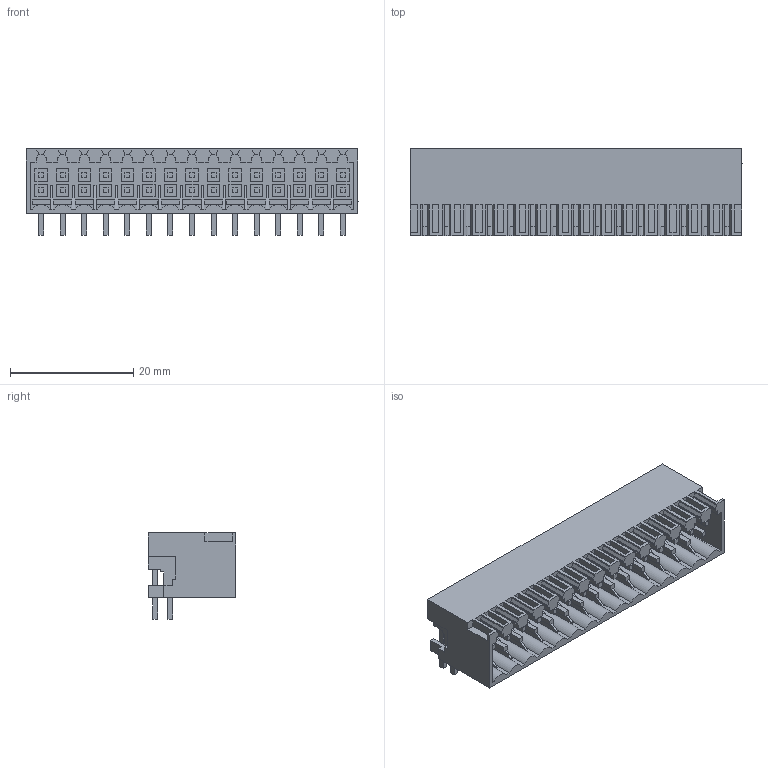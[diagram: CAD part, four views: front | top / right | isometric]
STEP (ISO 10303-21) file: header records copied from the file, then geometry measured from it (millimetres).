
FILE_DESCRIPTION(('CATIA V5 STEP Exchange','CAx-IF Rec.Pracs.--- Model Styling and Organization---1.4--- 2014-01-23'),'2;1');
FILE_NAME ('D1455055_0_1727950000_1727950000.stp','2019-02-21T15:02:08+00:00',('none'),('Weidmueller'),'CATIA Version 5-6 Release 2016 SP3 HF44','CATIA V5 STEP AP214','none');
FILE_SCHEMA(('AUTOMOTIVE_DESIGN { 1 0 10303 214 1 1 1 1 }'));
Length unit declared in the file: millimetre
Products named in the file (1): 1727950000
Bounding box: 53.9 x 14.2 x 14 mm (x, y, z)
Volume: 3671 mm3; surface area: 7950.6 mm2
Topology: 1 solids, 1 shells, 1400 faces, 4153 edges, 2844 vertices
Faces by surface type: plane 1370, cylinder 30
Entity records: 44158 total; most frequent: ORIENTED_EDGE 8306, CARTESIAN_POINT 7775, DIRECTION 5707, EDGE_CURVE 4153, VECTOR 4063, LINE 4063, VERTEX_POINT 2844, EDGE_LOOP 1489
